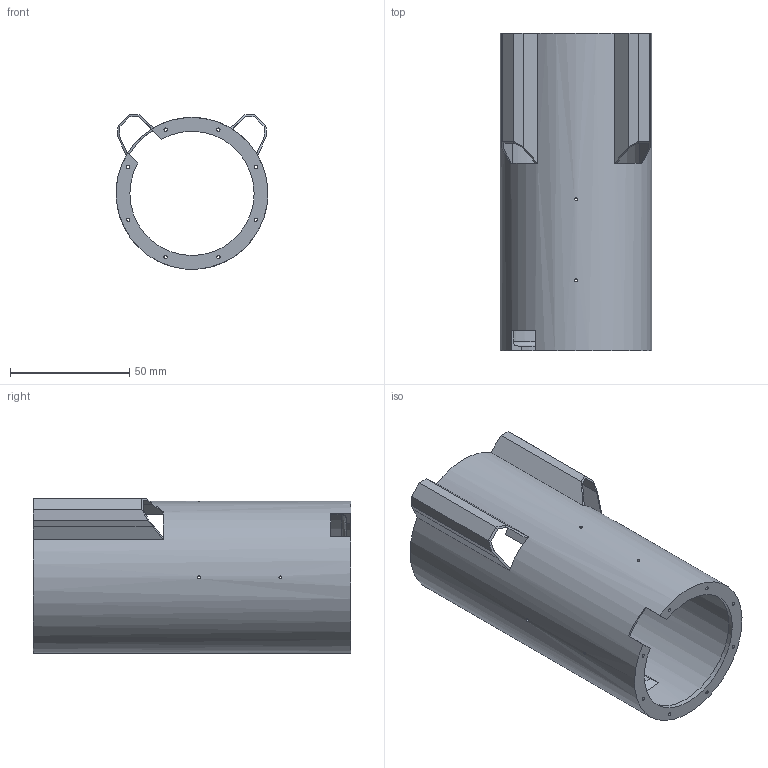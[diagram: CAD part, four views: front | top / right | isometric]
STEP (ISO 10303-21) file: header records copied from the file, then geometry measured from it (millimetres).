
FILE_DESCRIPTION(/* description */ (''),/* implementation_level */ '2;1');
FILE_NAME(/* name */ 'case3.stp',/* time_stamp */ '2023-02-08T11:11:20-06:00',/* author */ ('dotwibo2'),/* organization */ (''),/* preprocessor_version */ 'ST-DEVELOPER v18.1',/* originating_system */ 'Autodesk Inventor 2022',/* authorisation */ '');
FILE_SCHEMA (('CONFIG_CONTROL_DESIGN'));
Length unit declared in the file: millimetre
Products named in the file (1): case3
Bounding box: 63.6 x 133 x 64.76 mm (x, y, z)
Volume: 23824.9 mm3; surface area: 55304.2 mm2
Topology: 1 solids, 1 shells, 66 faces, 245 edges, 164 vertices
Faces by surface type: plane 43, cylinder 19, cone 3, torus 1
Full cylindrical faces by diameter (mm): 1.2 x8, 1.4 x8, 62 x1, 63.6 x1
Entity records: 3350 total; most frequent: CARTESIAN_POINT 1268, ORIENTED_EDGE 490, DIRECTION 371, EDGE_CURVE 245, VERTEX_POINT 164, AXIS2_PLACEMENT_3D 128, LINE 115, VECTOR 115
